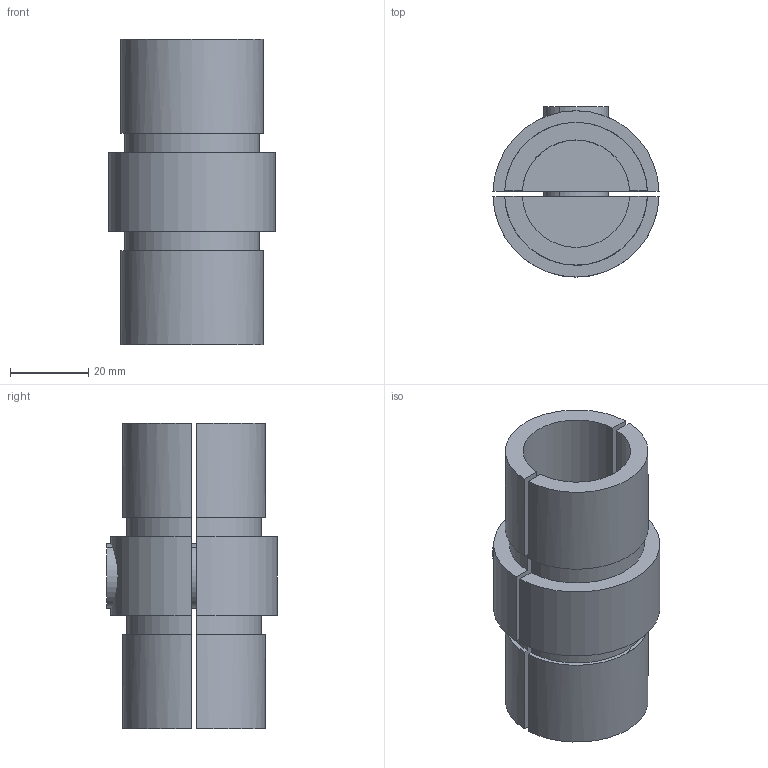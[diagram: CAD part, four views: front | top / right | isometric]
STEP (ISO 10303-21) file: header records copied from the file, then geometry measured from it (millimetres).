
FILE_DESCRIPTION (( 'STEP AP203' ), '1' );
FILE_NAME ('150-C42.step', '2015-09-17T16:22:27', ( '' ), ( '' ), 'SwSTEP 2.0', 'SolidWorks 2015', '' );
FILE_SCHEMA (( 'CONFIG_CONTROL_DESIGN' ));
Length unit declared in the file: millimetre
Products named in the file (4): 150-C42 Teil2_Zeichnung; 150-C42 Teil1_Zeichnung; 150-C42 Teil3_Zeichnung; 150-C42
Assembly tree (3 placements, depth 2):
  150-C42
    150-C42 Teil2_Zeichnung
    150-C42 Teil1_Zeichnung
    150-C42 Teil3_Zeichnung
Bounding box: 42.38 x 43.4 x 78 mm (x, y, z)
Volume: 49956.7 mm3; surface area: 23213.7 mm2
Topology: 3 solids, 3 shells, 90 faces, 254 edges, 173 vertices
Faces by surface type: plane 52, cylinder 32, bspline 4, cone 2
Entity records: 3864 total; most frequent: CARTESIAN_POINT 1133, ORIENTED_EDGE 504, DIRECTION 462, EDGE_CURVE 252, VERTEX_POINT 173, AXIS2_PLACEMENT_3D 158, LINE 146, VECTOR 146
